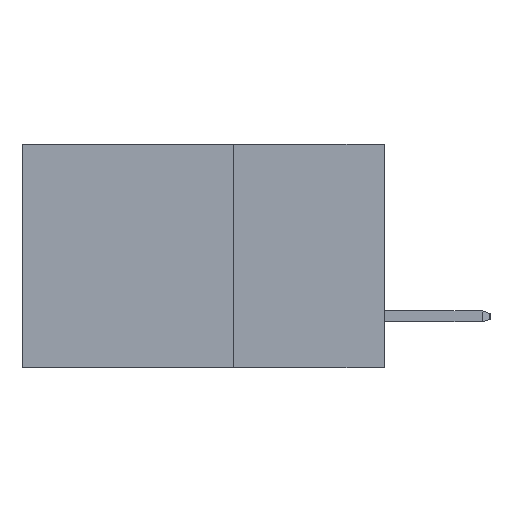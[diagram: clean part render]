
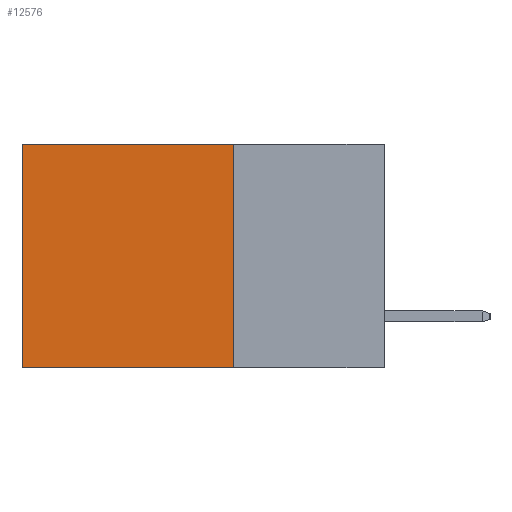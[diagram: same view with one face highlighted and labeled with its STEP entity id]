
A CAD part, left-side view. The second image highlights one B-rep face of the part: STEP entity #12576.
In plain terms, the highlighted planar face has unit normal (-1, 0, 0).
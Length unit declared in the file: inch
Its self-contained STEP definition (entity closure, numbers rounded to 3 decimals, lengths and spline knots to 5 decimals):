
#1109 = DIRECTION ( 'NONE',  ( 0., 1., 0. ) ) ;
#1607 = LINE ( 'NONE', #2296, #6784 ) ;
#1766 = FACE_OUTER_BOUND ( 'NONE', #4743, .T. ) ;
#2296 = CARTESIAN_POINT ( 'NONE',  ( 0.2615, 0.25, 0. ) ) ;
#2894 = ORIENTED_EDGE ( 'NONE', *, *, #7057, .T. ) ;
#3284 = LINE ( 'NONE', #8986, #6255 ) ;
#3427 = CARTESIAN_POINT ( 'NONE',  ( 0.2615, 0.25, -0.37 ) ) ;
#3930 = EDGE_CURVE ( 'NONE', #4874, #11331, #3284, .T. ) ;
#4743 = EDGE_LOOP ( 'NONE', ( #2894, #4750, #5171, #8515 ) ) ;
#4750 = ORIENTED_EDGE ( 'NONE', *, *, #3930, .F. ) ;
#4874 = VERTEX_POINT ( 'NONE', #3427 ) ;
#5020 = CARTESIAN_POINT ( 'NONE',  ( 0.2615, 0.25, -0.37 ) ) ;
#5066 = CARTESIAN_POINT ( 'NONE',  ( 0.2615, 0.6, -0.37 ) ) ;
#5171 = ORIENTED_EDGE ( 'NONE', *, *, #8959, .F. ) ;
#6010 = DIRECTION ( 'NONE',  ( 1., 0., 0. ) ) ;
#6013 = DIRECTION ( 'NONE',  ( 0., 0., -1. ) ) ;
#6079 = VERTEX_POINT ( 'NONE', #12671 ) ;
#6255 = VECTOR ( 'NONE', #8974, 39.37008 ) ;
#6784 = VECTOR ( 'NONE', #1109, 39.37008 ) ;
#6957 = LINE ( 'NONE', #5020, #7264 ) ;
#7057 = EDGE_CURVE ( 'NONE', #10627, #11331, #10923, .T. ) ;
#7264 = VECTOR ( 'NONE', #6013, 39.37008 ) ;
#8198 = VECTOR ( 'NONE', #10792, 39.37008 ) ;
#8515 = ORIENTED_EDGE ( 'NONE', *, *, #9153, .T. ) ;
#8952 = CARTESIAN_POINT ( 'NONE',  ( 0.2615, 0.6, 0. ) ) ;
#8959 = EDGE_CURVE ( 'NONE', #6079, #4874, #6957, .T. ) ;
#8974 = DIRECTION ( 'NONE',  ( 0., 1., 0. ) ) ;
#8986 = CARTESIAN_POINT ( 'NONE',  ( 0.2615, 0.25, -0.37 ) ) ;
#9153 = EDGE_CURVE ( 'NONE', #6079, #10627, #1607, .T. ) ;
#10627 = VERTEX_POINT ( 'NONE', #8952 ) ;
#10710 = PLANE ( 'NONE',  #11060 ) ;
#10792 = DIRECTION ( 'NONE',  ( 0., 0., -1. ) ) ;
#10923 = LINE ( 'NONE', #5066, #8198 ) ;
#11060 = AXIS2_PLACEMENT_3D ( 'NONE', #11560, #6010, #12399 ) ;
#11331 = VERTEX_POINT ( 'NONE', #12226 ) ;
#11560 = CARTESIAN_POINT ( 'NONE',  ( 0.2615, 0.25, -0.37 ) ) ;
#12226 = CARTESIAN_POINT ( 'NONE',  ( 0.2615, 0.6, -0.37 ) ) ;
#12399 = DIRECTION ( 'NONE',  ( 0., 0., -1. ) ) ;
#12576 = ADVANCED_FACE ( 'NONE', ( #1766 ), #10710, .F. ) ;
#12671 = CARTESIAN_POINT ( 'NONE',  ( 0.2615, 0.25, 0. ) ) ;
